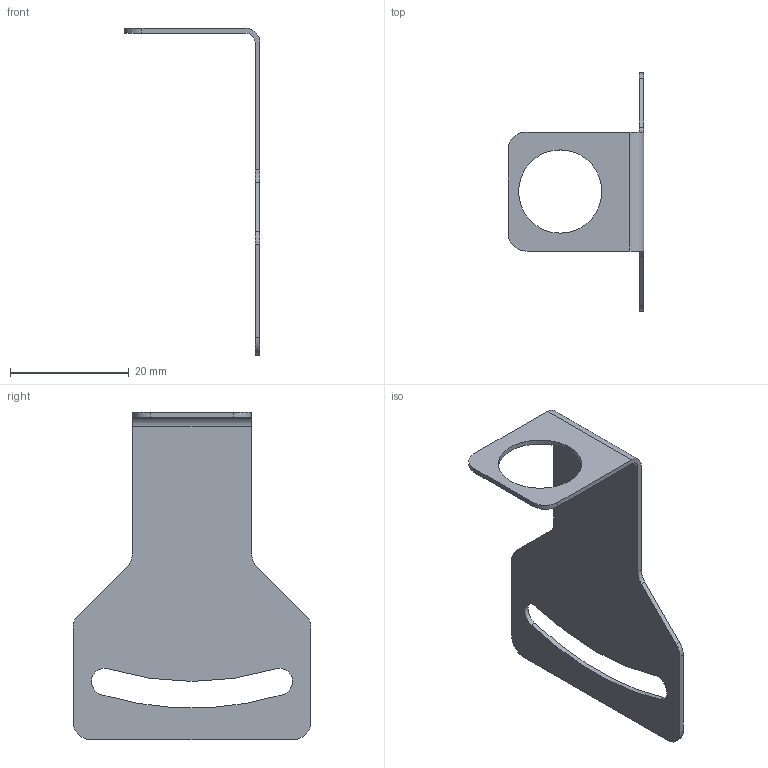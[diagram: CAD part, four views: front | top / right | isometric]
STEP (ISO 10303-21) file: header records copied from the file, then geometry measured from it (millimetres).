
FILE_DESCRIPTION(/* description */ ('BRACKET, MAG SWITCH'),/* implementation_level */ '2;1');
FILE_NAME(/* name */ 'OHC0005-10 - BRACKET, MAG SWITCH v6.step',/* time_stamp */ '2023-05-22T15:15:19-05:00',/* author */ (''),/* organization */ (''),/* preprocessor_version */ 'ST-DEVELOPER v19.2',/* originating_system */ 'Autodesk Translation Framework v12.4.0.73',/* authorisation */ '');
FILE_SCHEMA (('AUTOMOTIVE_DESIGN { 1 0 10303 214 3 1 1 }'));
Length unit declared in the file: millimetre
Products named in the file (1): OHC0005-10
Bounding box: 22.81 x 40 x 55 mm (x, y, z)
Volume: 1391.5 mm3; surface area: 3694.2 mm2
Topology: 1 solids, 1 shells, 27 faces, 75 edges, 50 vertices
Faces by surface type: cylinder 15, plane 12
Full cylindrical faces by diameter (mm): 14 x1
Entity records: 920 total; most frequent: DIRECTION 161, CARTESIAN_POINT 153, ORIENTED_EDGE 150, EDGE_CURVE 75, AXIS2_PLACEMENT_3D 58, VERTEX_POINT 50, LINE 45, VECTOR 45
